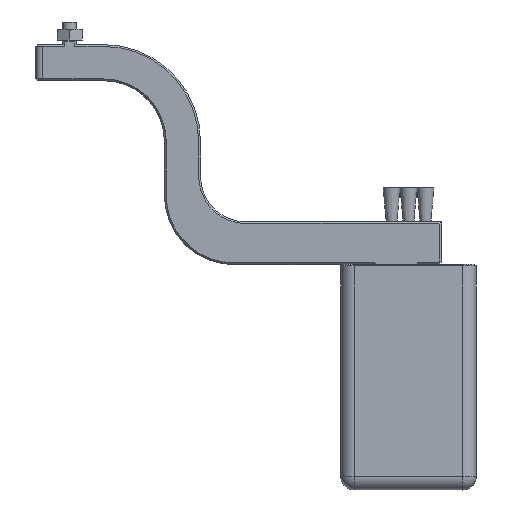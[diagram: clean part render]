
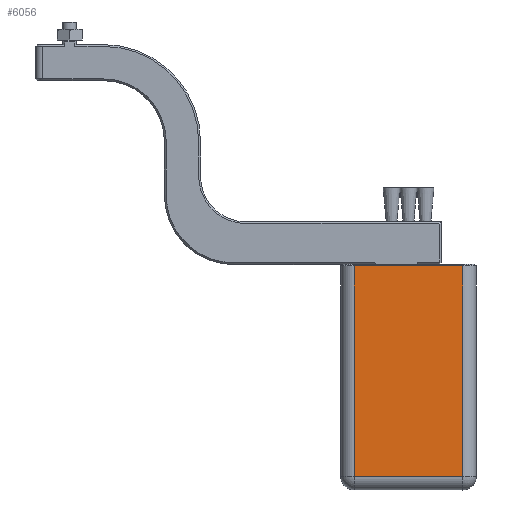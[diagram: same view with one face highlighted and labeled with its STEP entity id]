
A CAD part, left-side view. The second image highlights one B-rep face of the part: STEP entity #6056.
In plain terms, the highlighted planar face has unit normal (-1, 0, 0).
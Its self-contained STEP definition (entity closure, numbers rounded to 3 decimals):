
#1162=FACE_OUTER_BOUND('',#1563,.T.);
#1563=EDGE_LOOP('',(#5357,#5358,#5359,#5360));
#1961=LINE('',#10878,#2435);
#1984=LINE('',#11118,#2458);
#2045=LINE('',#11414,#2519);
#2049=LINE('',#11424,#2523);
#2435=VECTOR('',#8371,10.);
#2458=VECTOR('',#8418,10.);
#2519=VECTOR('',#8689,10.);
#2523=VECTOR('',#8703,10.);
#2919=VERTEX_POINT('',#10871);
#2921=VERTEX_POINT('',#10877);
#2946=VERTEX_POINT('',#11116);
#3010=VERTEX_POINT('',#11410);
#3632=EDGE_CURVE('',#2919,#2921,#1961,.T.);
#3674=EDGE_CURVE('',#2946,#2919,#1984,.T.);
#3790=EDGE_CURVE('',#2921,#3010,#2045,.T.);
#3796=EDGE_CURVE('',#3010,#2946,#2049,.T.);
#5357=ORIENTED_EDGE('',*,*,#3632,.F.);
#5358=ORIENTED_EDGE('',*,*,#3674,.F.);
#5359=ORIENTED_EDGE('',*,*,#3796,.F.);
#5360=ORIENTED_EDGE('',*,*,#3790,.F.);
#5691=PLANE('',#6995);
#6056=ADVANCED_FACE('',(#1162),#5691,.T.);
#6995=AXIS2_PLACEMENT_3D('',#11431,#8714,#8715);
#8371=DIRECTION('',(0.,1.,0.));
#8418=DIRECTION('',(0.,0.,-1.));
#8689=DIRECTION('',(0.,0.,1.));
#8703=DIRECTION('',(0.,-1.,0.));
#8714=DIRECTION('center_axis',(-1.,0.,0.));
#8715=DIRECTION('ref_axis',(0.,-1.,0.));
#10871=CARTESIAN_POINT('',(-23.6,-12.,0.4));
#10877=CARTESIAN_POINT('',(-23.6,12.,0.4));
#10878=CARTESIAN_POINT('',(-23.6,7.5,0.4));
#11116=CARTESIAN_POINT('',(-23.6,-12.,47.));
#11118=CARTESIAN_POINT('',(-23.6,-12.,0.));
#11410=CARTESIAN_POINT('',(-23.6,12.,47.));
#11414=CARTESIAN_POINT('',(-23.6,12.,0.));
#11424=CARTESIAN_POINT('',(-23.6,7.5,47.));
#11431=CARTESIAN_POINT('Origin',(-23.6,15.,0.));
